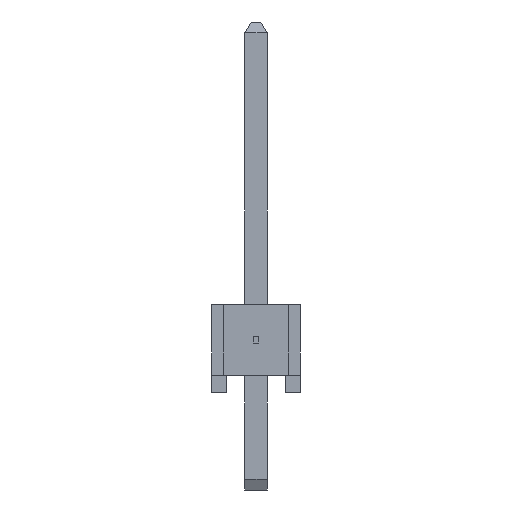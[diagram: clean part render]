
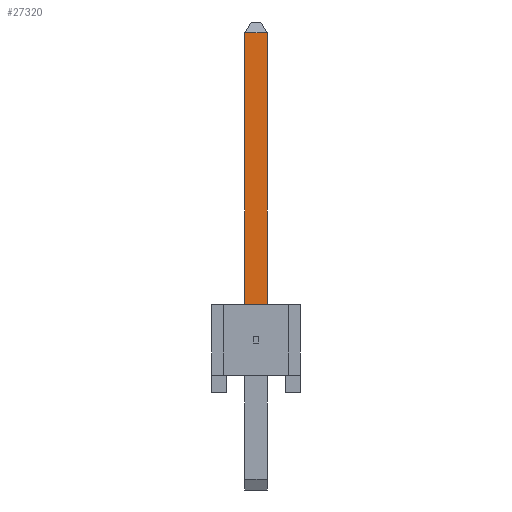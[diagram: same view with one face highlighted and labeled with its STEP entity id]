
A CAD part, left-side view. The second image highlights one B-rep face of the part: STEP entity #27320.
In plain terms, the highlighted planar face has unit normal (-1, 0, 0).
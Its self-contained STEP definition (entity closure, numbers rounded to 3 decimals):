
#27320 = ADVANCED_FACE('',(#27321),#27355,.F.);
#27321 = FACE_BOUND('',#27322,.T.);
#27322 = EDGE_LOOP('',(#27323,#27333,#27341,#27349));
#27323 = ORIENTED_EDGE('',*,*,#27324,.T.);
#27324 = EDGE_CURVE('',#27325,#27327,#27329,.T.);
#27325 = VERTEX_POINT('',#27326);
#27326 = CARTESIAN_POINT('',(-26.988,13.157,0.318));
#27327 = VERTEX_POINT('',#27328);
#27328 = CARTESIAN_POINT('',(-26.988,13.157,-0.318));
#27329 = LINE('',#27330,#27331);
#27330 = CARTESIAN_POINT('',(-26.988,13.157,2.54));
#27331 = VECTOR('',#27332,1.);
#27332 = DIRECTION('',(0.,0.,-1.));
#27333 = ORIENTED_EDGE('',*,*,#27334,.T.);
#27334 = EDGE_CURVE('',#27327,#27335,#27337,.T.);
#27335 = VERTEX_POINT('',#27336);
#27336 = CARTESIAN_POINT('',(-26.988,4.191,-0.318));
#27337 = LINE('',#27338,#27339);
#27338 = CARTESIAN_POINT('',(-26.988,13.462,-0.318));
#27339 = VECTOR('',#27340,1.);
#27340 = DIRECTION('',(0.,-1.,0.));
#27341 = ORIENTED_EDGE('',*,*,#27342,.F.);
#27342 = EDGE_CURVE('',#27343,#27335,#27345,.T.);
#27343 = VERTEX_POINT('',#27344);
#27344 = CARTESIAN_POINT('',(-26.988,4.191,0.318));
#27345 = LINE('',#27346,#27347);
#27346 = CARTESIAN_POINT('',(-26.988,4.191,0.318));
#27347 = VECTOR('',#27348,1.);
#27348 = DIRECTION('',(0.,0.,-1.));
#27349 = ORIENTED_EDGE('',*,*,#27350,.F.);
#27350 = EDGE_CURVE('',#27325,#27343,#27351,.T.);
#27351 = LINE('',#27352,#27353);
#27352 = CARTESIAN_POINT('',(-26.988,13.462,0.318));
#27353 = VECTOR('',#27354,1.);
#27354 = DIRECTION('',(0.,-1.,0.));
#27355 = PLANE('',#27356);
#27356 = AXIS2_PLACEMENT_3D('',#27357,#27358,#27359);
#27357 = CARTESIAN_POINT('',(-26.988,13.462,0.318));
#27358 = DIRECTION('',(1.,0.,0.));
#27359 = DIRECTION('',(0.,0.,-1.));
